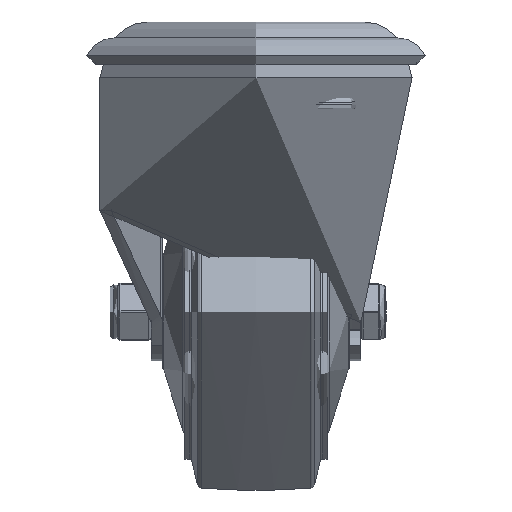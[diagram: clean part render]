
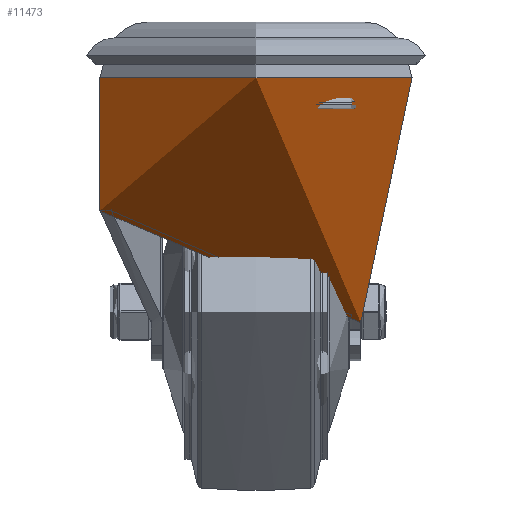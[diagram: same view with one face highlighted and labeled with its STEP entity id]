
A CAD part, left-side view. The second image highlights one B-rep face of the part: STEP entity #11473.
In plain terms, the highlighted cylindrical face has radius 35 mm (diameter 70 mm), a full revolution.
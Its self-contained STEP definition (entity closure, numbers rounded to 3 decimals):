
#739=LINE('',#16774,#1441);
#751=LINE('',#16930,#1453);
#752=LINE('',#16989,#1454);
#1441=VECTOR('',#13614,10.);
#1453=VECTOR('',#13638,35.);
#1454=VECTOR('',#13641,10.);
#2129=CYLINDRICAL_SURFACE('',#12412,35.);
#2327=FACE_OUTER_BOUND('',#3065,.T.);
#3065=EDGE_LOOP('',(#7918,#7919,#7920,#7921,#7922,#7923,#7924,#7925,#7926,
#7927));
#3948=CIRCLE('',#12413,35.);
#3949=CIRCLE('',#12414,35.);
#4471=B_SPLINE_CURVE_WITH_KNOTS('',3,(#16752,#16753,#16754,#16755,#16756,
#16757,#16758,#16759,#16760,#16761,#16762,#16763),.UNSPECIFIED.,.F.,.F.,
(4,2,2,2,2,4),(0.852,0.903,0.953,1.055,
1.17,1.286),.UNSPECIFIED.);
#4482=B_SPLINE_CURVE_WITH_KNOTS('',3,(#16931,#16932,#16933,#16934,#16935,
#16936,#16937,#16938,#16939,#16940,#16941,#16942,#16943,#16944,#16945,#16946,
#16947,#16948,#16949,#16950,#16951,#16952,#16953,#16954,#16955,#16956,#16957,
#16958,#16959,#16960,#16961,#16962,#16963,#16964,#16965,#16966,#16967,#16968,
#16969,#16970,#16971,#16972),.UNSPECIFIED.,.F.,.F.,(4,2,2,2,2,2,2,2,2,2,
2,2,2,2,2,2,2,2,2,2,4),(-21.93,-21.074,-20.136,
-19.198,-18.26,-17.429,-16.597,
-15.765,-14.934,-14.285,-13.637,
-12.989,-12.341,-11.693,-11.045,
-10.397,-9.749,-8.917,-8.086,
-7.254,-6.422),.UNSPECIFIED.);
#4483=B_SPLINE_CURVE_WITH_KNOTS('',3,(#16976,#16977,#16978,#16979,#16980,
#16981,#16982,#16983,#16984,#16985,#16986,#16987),.UNSPECIFIED.,.F.,.F.,
(4,2,2,2,2,4),(-0.434,-0.318,-0.203,
-0.101,-0.051,0.),.UNSPECIFIED.);
#4484=B_SPLINE_CURVE_WITH_KNOTS('',3,(#16990,#16991,#16992,#16993,#16994,
#16995,#16996,#16997,#16998,#16999),.UNSPECIFIED.,.F.,.F.,(4,2,2,2,4),(-6.422,
-5.485,-4.547,-3.609,-2.753),
 .UNSPECIFIED.);
#4984=VERTEX_POINT('',#16749);
#4985=VERTEX_POINT('',#16751);
#4988=VERTEX_POINT('',#16773);
#5013=VERTEX_POINT('',#16927);
#5014=VERTEX_POINT('',#16929);
#5015=VERTEX_POINT('',#16973);
#5016=VERTEX_POINT('',#16975);
#5017=VERTEX_POINT('',#16988);
#6129=EDGE_CURVE('',#4984,#4985,#4471,.F.);
#6135=EDGE_CURVE('',#4988,#4985,#739,.T.);
#6161=EDGE_CURVE('',#5013,#5013,#3948,.T.);
#6162=EDGE_CURVE('',#5013,#5014,#751,.T.);
#6163=EDGE_CURVE('',#5014,#4988,#4482,.F.);
#6164=EDGE_CURVE('',#4984,#5015,#3949,.T.);
#6165=EDGE_CURVE('',#5016,#5015,#4483,.F.);
#6166=EDGE_CURVE('',#5016,#5017,#752,.T.);
#6167=EDGE_CURVE('',#5017,#5014,#4484,.F.);
#7918=ORIENTED_EDGE('',*,*,#6161,.F.);
#7919=ORIENTED_EDGE('',*,*,#6162,.T.);
#7920=ORIENTED_EDGE('',*,*,#6163,.T.);
#7921=ORIENTED_EDGE('',*,*,#6135,.T.);
#7922=ORIENTED_EDGE('',*,*,#6129,.F.);
#7923=ORIENTED_EDGE('',*,*,#6164,.T.);
#7924=ORIENTED_EDGE('',*,*,#6165,.F.);
#7925=ORIENTED_EDGE('',*,*,#6166,.T.);
#7926=ORIENTED_EDGE('',*,*,#6167,.T.);
#7927=ORIENTED_EDGE('',*,*,#6162,.F.);
#11473=ADVANCED_FACE('',(#2327),#2129,.T.);
#12412=AXIS2_PLACEMENT_3D('',#16926,#13634,#13635);
#12413=AXIS2_PLACEMENT_3D('',#16928,#13636,#13637);
#12414=AXIS2_PLACEMENT_3D('',#16974,#13639,#13640);
#13614=DIRECTION('',(0.,0.,1.));
#13634=DIRECTION('center_axis',(0.,0.,1.));
#13635=DIRECTION('ref_axis',(0.,-1.,0.));
#13636=DIRECTION('center_axis',(0.,0.,1.));
#13637=DIRECTION('ref_axis',(0.,-1.,0.));
#13638=DIRECTION('',(0.,0.,-1.));
#13639=DIRECTION('center_axis',(0.,0.,1.));
#13640=DIRECTION('ref_axis',(0.,-1.,0.));
#13641=DIRECTION('',(0.,0.,-1.));
#16749=CARTESIAN_POINT('',(28.,-21.,-4.008));
#16751=CARTESIAN_POINT('',(25.937,-23.5,-6.508));
#16752=CARTESIAN_POINT('Ctrl Pts',(25.937,-23.5,-6.508));
#16753=CARTESIAN_POINT('Ctrl Pts',(25.937,-23.5,-6.339));
#16754=CARTESIAN_POINT('Ctrl Pts',(25.953,-23.483,-6.168));
#16755=CARTESIAN_POINT('Ctrl Pts',(26.016,-23.413,-5.833));
#16756=CARTESIAN_POINT('Ctrl Pts',(26.062,-23.361,-5.671));
#16757=CARTESIAN_POINT('Ctrl Pts',(26.239,-23.163,-5.211));
#16758=CARTESIAN_POINT('Ctrl Pts',(26.407,-22.972,-4.945));
#16759=CARTESIAN_POINT('Ctrl Pts',(26.782,-22.535,-4.507));
#16760=CARTESIAN_POINT('Ctrl Pts',(27.021,-22.25,-4.318));
#16761=CARTESIAN_POINT('Ctrl Pts',(27.514,-21.636,-4.068));
#16762=CARTESIAN_POINT('Ctrl Pts',(27.769,-21.308,-4.008));
#16763=CARTESIAN_POINT('Ctrl Pts',(28.,-21.,-4.008));
#16773=CARTESIAN_POINT('',(25.937,-23.5,-57.905));
#16774=CARTESIAN_POINT('',(25.937,-23.5,-66.511));
#16926=CARTESIAN_POINT('Origin',(0.,0.,-66.511));
#16927=CARTESIAN_POINT('',(0.,35.,-3.009));
#16928=CARTESIAN_POINT('Origin',(0.,0.,-3.009));
#16929=CARTESIAN_POINT('',(0.,35.,-32.843));
#16930=CARTESIAN_POINT('',(0.,35.,-66.511));
#16931=CARTESIAN_POINT('Ctrl Pts',(25.937,-23.5,-57.905));
#16932=CARTESIAN_POINT('Ctrl Pts',(24.391,-25.206,-56.192));
#16933=CARTESIAN_POINT('Ctrl Pts',(22.677,-26.759,-54.338));
#16934=CARTESIAN_POINT('Ctrl Pts',(18.807,-29.625,-50.287));
#16935=CARTESIAN_POINT('Ctrl Pts',(16.624,-30.902,-48.075));
#16936=CARTESIAN_POINT('Ctrl Pts',(12.056,-32.953,-43.617));
#16937=CARTESIAN_POINT('Ctrl Pts',(9.67,-33.728,-41.371));
#16938=CARTESIAN_POINT('Ctrl Pts',(4.837,-34.752,-36.991));
#16939=CARTESIAN_POINT('Ctrl Pts',(2.391,-35.,-34.856));
#16940=CARTESIAN_POINT('Ctrl Pts',(-2.121,-35.,-31.057));
#16941=CARTESIAN_POINT('Ctrl Pts',(-4.358,-34.805,
-29.231));
#16942=CARTESIAN_POINT('Ctrl Pts',(-8.903,-33.928,-25.65));
#16943=CARTESIAN_POINT('Ctrl Pts',(-11.209,-33.246,
-23.894));
#16944=CARTESIAN_POINT('Ctrl Pts',(-15.716,-31.368,-20.574));
#16945=CARTESIAN_POINT('Ctrl Pts',(-17.919,-30.17,-19.007));
#16946=CARTESIAN_POINT('Ctrl Pts',(-22.053,-27.295,-16.151));
#16947=CARTESIAN_POINT('Ctrl Pts',(-23.983,-25.617,
-14.862));
#16948=CARTESIAN_POINT('Ctrl Pts',(-27.044,-22.306,
-12.863));
#16949=CARTESIAN_POINT('Ctrl Pts',(-28.333,-20.659,
-12.039));
#16950=CARTESIAN_POINT('Ctrl Pts',(-30.643,-17.046,
-10.586));
#16951=CARTESIAN_POINT('Ctrl Pts',(-31.663,-15.079,-9.957));
#16952=CARTESIAN_POINT('Ctrl Pts',(-33.319,-10.946,
-8.947));
#16953=CARTESIAN_POINT('Ctrl Pts',(-33.956,-8.775,
-8.564));
#16954=CARTESIAN_POINT('Ctrl Pts',(-34.796,-4.382,
-8.06));
#16955=CARTESIAN_POINT('Ctrl Pts',(-35.,-2.16,-7.94));
#16956=CARTESIAN_POINT('Ctrl Pts',(-35.,2.16,-7.94));
#16957=CARTESIAN_POINT('Ctrl Pts',(-34.796,4.382,-8.06));
#16958=CARTESIAN_POINT('Ctrl Pts',(-33.956,8.775,-8.564));
#16959=CARTESIAN_POINT('Ctrl Pts',(-33.319,10.946,-8.947));
#16960=CARTESIAN_POINT('Ctrl Pts',(-31.663,15.079,-9.957));
#16961=CARTESIAN_POINT('Ctrl Pts',(-30.643,17.046,-10.586));
#16962=CARTESIAN_POINT('Ctrl Pts',(-28.333,20.659,-12.039));
#16963=CARTESIAN_POINT('Ctrl Pts',(-27.044,22.306,-12.863));
#16964=CARTESIAN_POINT('Ctrl Pts',(-23.983,25.617,-14.862));
#16965=CARTESIAN_POINT('Ctrl Pts',(-22.053,27.295,-16.151));
#16966=CARTESIAN_POINT('Ctrl Pts',(-17.919,30.17,-19.007));
#16967=CARTESIAN_POINT('Ctrl Pts',(-15.716,31.368,-20.574));
#16968=CARTESIAN_POINT('Ctrl Pts',(-11.209,33.246,-23.894));
#16969=CARTESIAN_POINT('Ctrl Pts',(-8.903,33.928,-25.65));
#16970=CARTESIAN_POINT('Ctrl Pts',(-4.358,34.805,-29.231));
#16971=CARTESIAN_POINT('Ctrl Pts',(-2.121,35.,-31.057));
#16972=CARTESIAN_POINT('Ctrl Pts',(0.,35.,-32.843));
#16973=CARTESIAN_POINT('',(28.,21.,-4.008));
#16974=CARTESIAN_POINT('Origin',(0.,0.,-4.008));
#16975=CARTESIAN_POINT('',(25.937,23.5,-6.508));
#16976=CARTESIAN_POINT('Ctrl Pts',(28.,21.,-4.008));
#16977=CARTESIAN_POINT('Ctrl Pts',(27.769,21.308,-4.008));
#16978=CARTESIAN_POINT('Ctrl Pts',(27.514,21.636,-4.068));
#16979=CARTESIAN_POINT('Ctrl Pts',(27.021,22.25,-4.318));
#16980=CARTESIAN_POINT('Ctrl Pts',(26.782,22.535,-4.507));
#16981=CARTESIAN_POINT('Ctrl Pts',(26.407,22.972,-4.945));
#16982=CARTESIAN_POINT('Ctrl Pts',(26.239,23.163,-5.211));
#16983=CARTESIAN_POINT('Ctrl Pts',(26.062,23.361,-5.671));
#16984=CARTESIAN_POINT('Ctrl Pts',(26.016,23.413,-5.833));
#16985=CARTESIAN_POINT('Ctrl Pts',(25.953,23.483,-6.168));
#16986=CARTESIAN_POINT('Ctrl Pts',(25.937,23.5,-6.339));
#16987=CARTESIAN_POINT('Ctrl Pts',(25.937,23.5,-6.508));
#16988=CARTESIAN_POINT('',(25.937,23.5,-57.905));
#16989=CARTESIAN_POINT('',(25.937,23.5,-66.511));
#16990=CARTESIAN_POINT('Ctrl Pts',(0.,35.,-32.843));
#16991=CARTESIAN_POINT('Ctrl Pts',(2.391,35.,-34.856));
#16992=CARTESIAN_POINT('Ctrl Pts',(4.837,34.752,-36.991));
#16993=CARTESIAN_POINT('Ctrl Pts',(9.67,33.728,-41.371));
#16994=CARTESIAN_POINT('Ctrl Pts',(12.056,32.953,-43.617));
#16995=CARTESIAN_POINT('Ctrl Pts',(16.624,30.902,-48.075));
#16996=CARTESIAN_POINT('Ctrl Pts',(18.807,29.625,-50.287));
#16997=CARTESIAN_POINT('Ctrl Pts',(22.677,26.759,-54.338));
#16998=CARTESIAN_POINT('Ctrl Pts',(24.391,25.206,-56.192));
#16999=CARTESIAN_POINT('Ctrl Pts',(25.937,23.5,-57.905));
